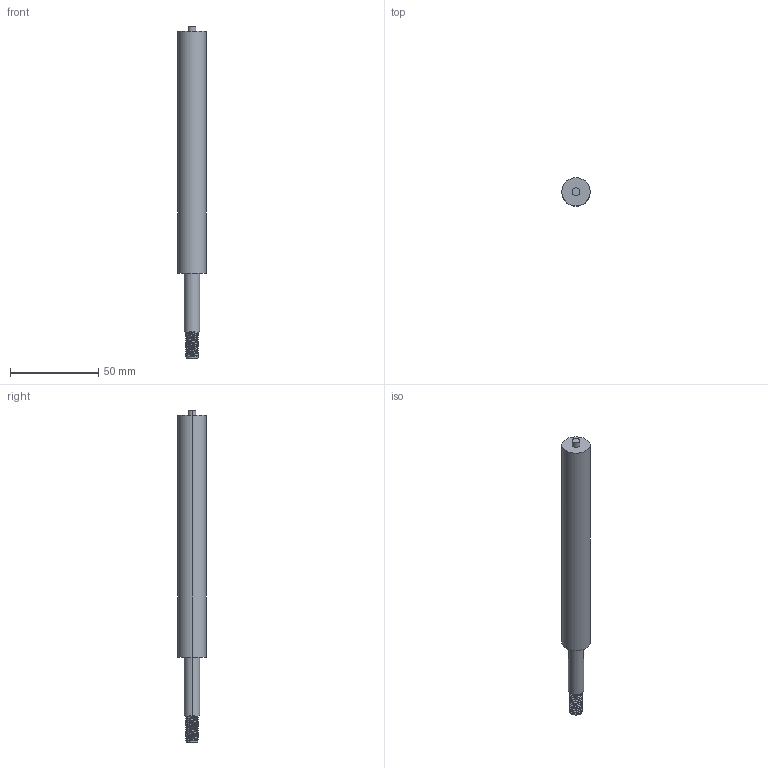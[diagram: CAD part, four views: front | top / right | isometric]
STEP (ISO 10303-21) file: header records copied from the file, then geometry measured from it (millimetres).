
FILE_DESCRIPTION (( 'STEP AP203' ), '1' );
FILE_NAME ('tige barre stab.STEP', '2024-07-13T08:36:00', ( '' ), ( '' ), 'SwSTEP 2.0', 'SolidWorks 2023', '' );
FILE_SCHEMA (( 'CONFIG_CONTROL_DESIGN' ));
Length unit declared in the file: millimetre
Products named in the file (1): tige barre stab
Bounding box: 16 x 16 x 188 mm (x, y, z)
Volume: 30147 mm3; surface area: 8765.3 mm2
Topology: 1 solids, 1 shells, 40 faces, 101 edges, 66 vertices
Faces by surface type: cylinder 31, plane 6, bspline 3
Entity records: 3046 total; most frequent: CARTESIAN_POINT 2154, ORIENTED_EDGE 202, DIRECTION 140, EDGE_CURVE 101, VERTEX_POINT 66, AXIS2_PLACEMENT_3D 53, EDGE_LOOP 43, ADVANCED_FACE 40
